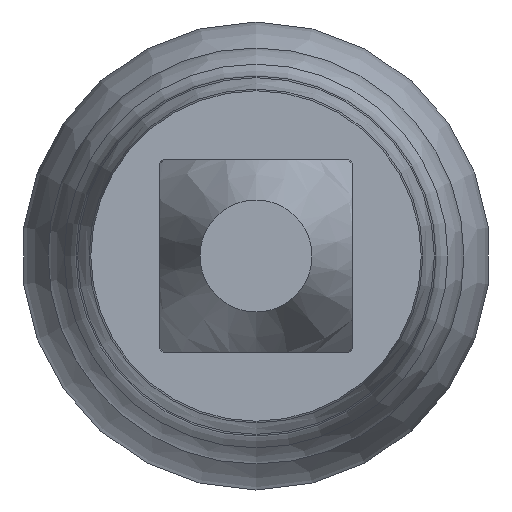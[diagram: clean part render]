
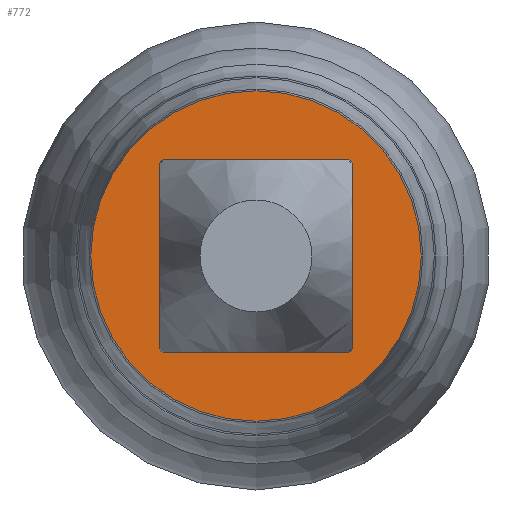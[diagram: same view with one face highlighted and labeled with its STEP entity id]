
A CAD part, left-side view. The second image highlights one B-rep face of the part: STEP entity #772.
In plain terms, the highlighted planar face has unit normal (-1, 0, 0).
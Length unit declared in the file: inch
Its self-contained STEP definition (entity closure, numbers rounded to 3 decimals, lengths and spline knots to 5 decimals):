
#16 = DIRECTION ( 'NONE',  ( -1., 0., 0. ) ) ;
#28 = AXIS2_PLACEMENT_3D ( 'NONE', #837, #1012, #545 ) ;
#33 = CARTESIAN_POINT ( 'NONE',  ( 0., 0.01153, 0.01153 ) ) ;
#36 = CARTESIAN_POINT ( 'NONE',  ( 0., -0.01153, -0.01203 ) ) ;
#52 = VERTEX_POINT ( 'NONE', #372 ) ;
#57 = DIRECTION ( 'NONE',  ( -1., 0., 0. ) ) ;
#72 = CARTESIAN_POINT ( 'NONE',  ( 0., -0.01153, 0.01203 ) ) ;
#99 = CIRCLE ( 'NONE', #900, 0.0005 ) ;
#106 = EDGE_CURVE ( 'NONE', #218, #1045, #99, .T. ) ;
#113 = CIRCLE ( 'NONE', #1066, 0.0005 ) ;
#120 = VECTOR ( 'NONE', #414, 39.37008 ) ;
#124 = VERTEX_POINT ( 'NONE', #446 ) ;
#140 = VECTOR ( 'NONE', #765, 39.37008 ) ;
#206 = CARTESIAN_POINT ( 'NONE',  ( 0., 0.01203, 0. ) ) ;
#218 = VERTEX_POINT ( 'NONE', #36 ) ;
#234 = ORIENTED_EDGE ( 'NONE', *, *, #1015, .T. ) ;
#243 = VERTEX_POINT ( 'NONE', #609 ) ;
#289 = DIRECTION ( 'NONE',  ( 0., 0., -1. ) ) ;
#293 = CARTESIAN_POINT ( 'NONE',  ( 0., 0.01203, 0.01153 ) ) ;
#309 = FACE_BOUND ( 'NONE', #484, .T. ) ;
#324 = ORIENTED_EDGE ( 'NONE', *, *, #767, .F. ) ;
#329 = VERTEX_POINT ( 'NONE', #898 ) ;
#330 = DIRECTION ( 'NONE',  ( 1., 0., 0. ) ) ;
#355 = CARTESIAN_POINT ( 'NONE',  ( 0., 0.01153, -0.01203 ) ) ;
#363 = VECTOR ( 'NONE', #912, 39.37008 ) ;
#372 = CARTESIAN_POINT ( 'NONE',  ( 0., 0.01153, 0.01203 ) ) ;
#375 = LINE ( 'NONE', #1039, #863 ) ;
#376 = DIRECTION ( 'NONE',  ( 0., 0., -1. ) ) ;
#394 = DIRECTION ( 'NONE',  ( -1., 0., 0. ) ) ;
#402 = VERTEX_POINT ( 'NONE', #293 ) ;
#414 = DIRECTION ( 'NONE',  ( 0., -1., 0. ) ) ;
#446 = CARTESIAN_POINT ( 'NONE',  ( 0., -0.01203, 0.01153 ) ) ;
#456 = ORIENTED_EDGE ( 'NONE', *, *, #670, .F. ) ;
#462 = DIRECTION ( 'NONE',  ( -1., 0., 0. ) ) ;
#484 = EDGE_LOOP ( 'NONE', ( #324, #1025, #1068, #1161, #960, #456, #503, #1142 ) ) ;
#503 = ORIENTED_EDGE ( 'NONE', *, *, #106, .F. ) ;
#511 = CIRCLE ( 'NONE', #708, 0.0005 ) ;
#537 = CARTESIAN_POINT ( 'NONE',  ( 0., -0.01203, -0.01153 ) ) ;
#545 = DIRECTION ( 'NONE',  ( 0., 0., 1. ) ) ;
#566 = DIRECTION ( 'NONE',  ( 0., 0., 1. ) ) ;
#586 = AXIS2_PLACEMENT_3D ( 'NONE', #657, #394, #376 ) ;
#609 = CARTESIAN_POINT ( 'NONE',  ( 0., 0., 0.02065 ) ) ;
#653 = EDGE_CURVE ( 'NONE', #52, #402, #511, .T. ) ;
#657 = CARTESIAN_POINT ( 'NONE',  ( 0., -0.01153, 0.01153 ) ) ;
#670 = EDGE_CURVE ( 'NONE', #1045, #124, #375, .T. ) ;
#689 = AXIS2_PLACEMENT_3D ( 'NONE', #810, #330, #1083 ) ;
#708 = AXIS2_PLACEMENT_3D ( 'NONE', #33, #462, #289 ) ;
#713 = EDGE_CURVE ( 'NONE', #402, #329, #753, .T. ) ;
#753 = LINE ( 'NONE', #206, #140 ) ;
#765 = DIRECTION ( 'NONE',  ( 0., 0., -1. ) ) ;
#767 = EDGE_CURVE ( 'NONE', #329, #872, #113, .T. ) ;
#772 = ADVANCED_FACE ( 'NONE', ( #953, #309 ), #1061, .F. ) ;
#786 = LINE ( 'NONE', #1160, #120 ) ;
#810 = CARTESIAN_POINT ( 'NONE',  ( 0., 0.02065, 0. ) ) ;
#824 = LINE ( 'NONE', #923, #363 ) ;
#837 = CARTESIAN_POINT ( 'NONE',  ( 0., 0., 0. ) ) ;
#863 = VECTOR ( 'NONE', #566, 39.37008 ) ;
#872 = VERTEX_POINT ( 'NONE', #355 ) ;
#898 = CARTESIAN_POINT ( 'NONE',  ( 0., 0.01203, -0.01153 ) ) ;
#900 = AXIS2_PLACEMENT_3D ( 'NONE', #931, #16, #1021 ) ;
#912 = DIRECTION ( 'NONE',  ( 0., 1., 0. ) ) ;
#923 = CARTESIAN_POINT ( 'NONE',  ( 0., 0.02065, 0.01203 ) ) ;
#931 = CARTESIAN_POINT ( 'NONE',  ( 0., -0.01153, -0.01153 ) ) ;
#934 = VERTEX_POINT ( 'NONE', #72 ) ;
#935 = EDGE_CURVE ( 'NONE', #872, #218, #786, .T. ) ;
#943 = EDGE_LOOP ( 'NONE', ( #234 ) ) ;
#953 = FACE_OUTER_BOUND ( 'NONE', #943, .T. ) ;
#960 = ORIENTED_EDGE ( 'NONE', *, *, #1111, .F. ) ;
#965 = DIRECTION ( 'NONE',  ( 0., 0., -1. ) ) ;
#1007 = CIRCLE ( 'NONE', #586, 0.0005 ) ;
#1012 = DIRECTION ( 'NONE',  ( -1., 0., 0. ) ) ;
#1015 = EDGE_CURVE ( 'NONE', #243, #243, #1190, .T. ) ;
#1017 = EDGE_CURVE ( 'NONE', #934, #52, #824, .T. ) ;
#1021 = DIRECTION ( 'NONE',  ( 0., 0., -1. ) ) ;
#1025 = ORIENTED_EDGE ( 'NONE', *, *, #713, .F. ) ;
#1039 = CARTESIAN_POINT ( 'NONE',  ( 0., -0.01203, 0. ) ) ;
#1045 = VERTEX_POINT ( 'NONE', #537 ) ;
#1061 = PLANE ( 'NONE',  #689 ) ;
#1066 = AXIS2_PLACEMENT_3D ( 'NONE', #1116, #57, #965 ) ;
#1068 = ORIENTED_EDGE ( 'NONE', *, *, #653, .F. ) ;
#1083 = DIRECTION ( 'NONE',  ( 0., 0., -1. ) ) ;
#1111 = EDGE_CURVE ( 'NONE', #124, #934, #1007, .T. ) ;
#1116 = CARTESIAN_POINT ( 'NONE',  ( 0., 0.01153, -0.01153 ) ) ;
#1142 = ORIENTED_EDGE ( 'NONE', *, *, #935, .F. ) ;
#1160 = CARTESIAN_POINT ( 'NONE',  ( 0., 0.02065, -0.01203 ) ) ;
#1161 = ORIENTED_EDGE ( 'NONE', *, *, #1017, .F. ) ;
#1190 = CIRCLE ( 'NONE', #28, 0.02065 ) ;
